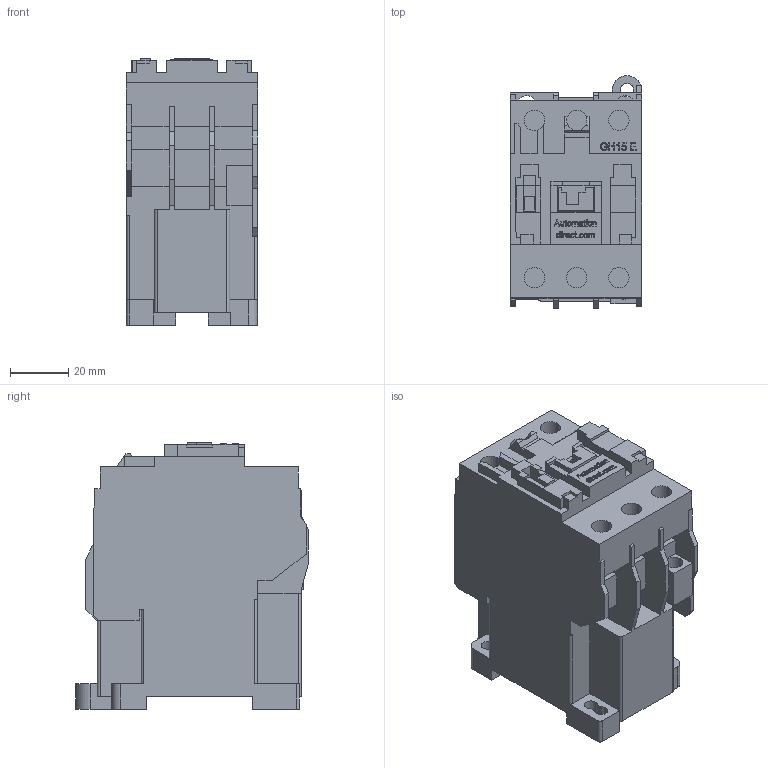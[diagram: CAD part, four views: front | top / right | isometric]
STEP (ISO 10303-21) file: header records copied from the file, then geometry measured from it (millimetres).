
FILE_DESCRIPTION (( 'STEP AP214' ), '1' );
FILE_NAME ('GH15ET-3-00B.STEP', '2011-01-21T19:39:42', ( '.ADC' ), ( 'ADC' ), 'SwSTEP 2.0', 'SolidWorks 2009', '' );
FILE_SCHEMA (( 'AUTOMOTIVE_DESIGN' ));
Length unit declared in the file: millimetre
Products named in the file (1): GH15ET-3-00B
Bounding box: 45 x 80 x 91.5 mm (x, y, z)
Volume: 218392.5 mm3; surface area: 38409.5 mm2
Topology: 1 solids, 1 shells, 678 faces, 1901 edges, 1266 vertices
Faces by surface type: plane 481, bspline 146, cylinder 51
Entity records: 36311 total; most frequent: CARTESIAN_POINT 12215, ORIENTED_EDGE 3802, DIRECTION 2776, EDGE_CURVE 1901, VECTOR 1498, LINE 1498, VERTEX_POINT 1266, EDGE_LOOP 733
